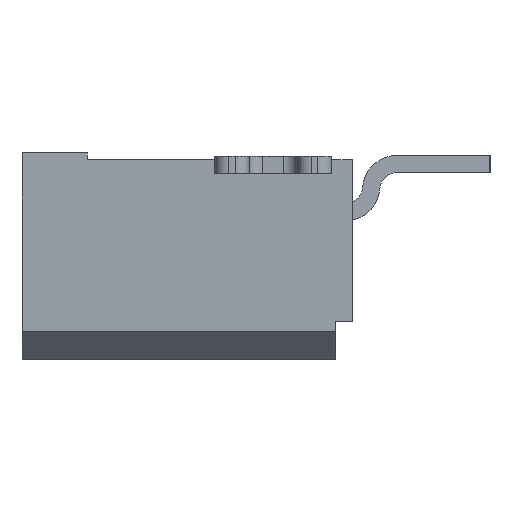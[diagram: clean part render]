
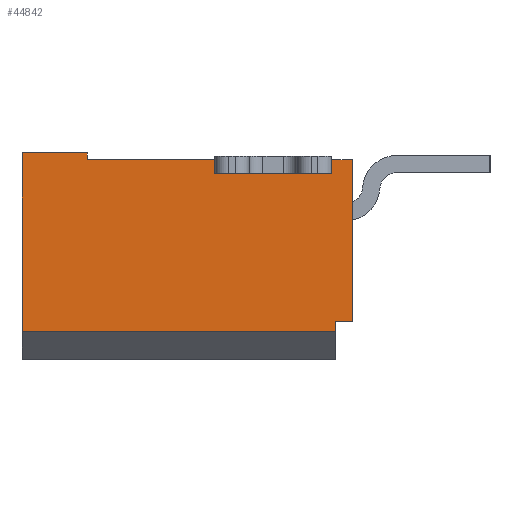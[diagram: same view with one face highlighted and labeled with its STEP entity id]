
A CAD part, left-side view. The second image highlights one B-rep face of the part: STEP entity #44842.
In plain terms, the highlighted planar face has unit normal (-1, 0, 0).
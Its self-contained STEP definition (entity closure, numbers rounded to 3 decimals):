
#796 = VECTOR ( 'NONE', #8189, 1000. ) ;
#1005 = VERTEX_POINT ( 'NONE', #46971 ) ;
#1069 = EDGE_CURVE ( 'NONE', #23987, #1005, #29410, .T. ) ;
#1239 = DIRECTION ( 'NONE',  ( 0., 0., 1. ) ) ;
#2176 = CARTESIAN_POINT ( 'NONE',  ( -16.9, -2.8, -0.3 ) ) ;
#2612 = VERTEX_POINT ( 'NONE', #20947 ) ;
#4059 = ORIENTED_EDGE ( 'NONE', *, *, #1069, .T. ) ;
#4251 = VERTEX_POINT ( 'NONE', #25042 ) ;
#5050 = CARTESIAN_POINT ( 'NONE',  ( -16.9, -4.8, -0.1 ) ) ;
#5074 = LINE ( 'NONE', #45692, #40849 ) ;
#5354 = EDGE_CURVE ( 'NONE', #15815, #14114, #31757, .T. ) ;
#5433 = FACE_OUTER_BOUND ( 'NONE', #15897, .T. ) ;
#6283 = DIRECTION ( 'NONE',  ( 0., -1., 0. ) ) ;
#6766 = ORIENTED_EDGE ( 'NONE', *, *, #47951, .T. ) ;
#7690 = ORIENTED_EDGE ( 'NONE', *, *, #25454, .F. ) ;
#8189 = DIRECTION ( 'NONE',  ( 0., 0., 1. ) ) ;
#9000 = ORIENTED_EDGE ( 'NONE', *, *, #14116, .F. ) ;
#9409 = PLANE ( 'NONE',  #15290 ) ;
#9700 = ORIENTED_EDGE ( 'NONE', *, *, #35334, .T. ) ;
#9848 = DIRECTION ( 'NONE',  ( 0., 0., 1. ) ) ;
#10002 = LINE ( 'NONE', #10494, #43328 ) ;
#10289 = VECTOR ( 'NONE', #9848, 1000. ) ;
#10494 = CARTESIAN_POINT ( 'NONE',  ( -16.9, 0., -2.6 ) ) ;
#10560 = ORIENTED_EDGE ( 'NONE', *, *, #46838, .F. ) ;
#11332 = CARTESIAN_POINT ( 'NONE',  ( -16.9, -0.95, -0.1 ) ) ;
#11654 = CARTESIAN_POINT ( 'NONE',  ( -16.9, -4.55, -2.45 ) ) ;
#11714 = CARTESIAN_POINT ( 'NONE',  ( -16.9, 0., 0. ) ) ;
#11780 = DIRECTION ( 'NONE',  ( 0., 1., 0. ) ) ;
#12042 = DIRECTION ( 'NONE',  ( 0., 0., 1. ) ) ;
#12622 = CARTESIAN_POINT ( 'NONE',  ( -16.9, -0.95, -0.1 ) ) ;
#12774 = LINE ( 'NONE', #45950, #33619 ) ;
#12880 = DIRECTION ( 'NONE',  ( 1., 0., 0. ) ) ;
#13685 = ORIENTED_EDGE ( 'NONE', *, *, #39037, .T. ) ;
#14114 = VERTEX_POINT ( 'NONE', #37114 ) ;
#14116 = EDGE_CURVE ( 'NONE', #39185, #1005, #48929, .T. ) ;
#15290 = AXIS2_PLACEMENT_3D ( 'NONE', #46785, #12880, #42830 ) ;
#15815 = VERTEX_POINT ( 'NONE', #5050 ) ;
#15897 = EDGE_LOOP ( 'NONE', ( #13685, #25422, #10560, #9700, #35775, #34676, #45351, #6766, #7690, #44444, #4059, #9000 ) ) ;
#16399 = EDGE_CURVE ( 'NONE', #28718, #29964, #48045, .T. ) ;
#18185 = VECTOR ( 'NONE', #35708, 1000. ) ;
#19846 = LINE ( 'NONE', #46301, #796 ) ;
#20947 = CARTESIAN_POINT ( 'NONE',  ( -16.9, -4.5, -0.3 ) ) ;
#21819 = VECTOR ( 'NONE', #46053, 1000. ) ;
#23844 = CARTESIAN_POINT ( 'NONE',  ( -16.9, -4.55, -2.45 ) ) ;
#23987 = VERTEX_POINT ( 'NONE', #35308 ) ;
#25042 = CARTESIAN_POINT ( 'NONE',  ( -16.9, 0., -2.6 ) ) ;
#25422 = ORIENTED_EDGE ( 'NONE', *, *, #16399, .T. ) ;
#25454 = EDGE_CURVE ( 'NONE', #2612, #25700, #19846, .T. ) ;
#25700 = VERTEX_POINT ( 'NONE', #48722 ) ;
#25791 = DIRECTION ( 'NONE',  ( 0., 0., -1. ) ) ;
#26200 = DIRECTION ( 'NONE',  ( 0., -1., 0. ) ) ;
#28212 = VECTOR ( 'NONE', #47321, 1000. ) ;
#28718 = VERTEX_POINT ( 'NONE', #31150 ) ;
#29410 = LINE ( 'NONE', #2176, #10289 ) ;
#29964 = VERTEX_POINT ( 'NONE', #11714 ) ;
#30079 = VERTEX_POINT ( 'NONE', #23844 ) ;
#30390 = EDGE_CURVE ( 'NONE', #30079, #45230, #48526, .T. ) ;
#30997 = LINE ( 'NONE', #31486, #21819 ) ;
#31150 = CARTESIAN_POINT ( 'NONE',  ( -16.9, -0.95, 0. ) ) ;
#31486 = CARTESIAN_POINT ( 'NONE',  ( -16.9, -4.5, -0.3 ) ) ;
#31757 = LINE ( 'NONE', #32252, #18185 ) ;
#32252 = CARTESIAN_POINT ( 'NONE',  ( -16.9, -4.8, -0.1 ) ) ;
#32959 = CARTESIAN_POINT ( 'NONE',  ( -16.9, -4.55, -2.45 ) ) ;
#32995 = CARTESIAN_POINT ( 'NONE',  ( -16.9, -0.95, 0. ) ) ;
#33619 = VECTOR ( 'NONE', #12042, 1000. ) ;
#34676 = ORIENTED_EDGE ( 'NONE', *, *, #45117, .T. ) ;
#35308 = CARTESIAN_POINT ( 'NONE',  ( -16.9, -2.8, -0.3 ) ) ;
#35334 = EDGE_CURVE ( 'NONE', #4251, #45230, #10002, .T. ) ;
#35708 = DIRECTION ( 'NONE',  ( 0., 0., -1. ) ) ;
#35775 = ORIENTED_EDGE ( 'NONE', *, *, #30390, .F. ) ;
#36417 = DIRECTION ( 'NONE',  ( 0., -1., 0. ) ) ;
#36656 = CARTESIAN_POINT ( 'NONE',  ( -16.9, -0.95, -0.1 ) ) ;
#37114 = CARTESIAN_POINT ( 'NONE',  ( -16.9, -4.8, -2.45 ) ) ;
#37210 = VECTOR ( 'NONE', #1239, 1000. ) ;
#37479 = VECTOR ( 'NONE', #36417, 1000. ) ;
#39037 = EDGE_CURVE ( 'NONE', #39185, #28718, #47022, .T. ) ;
#39185 = VERTEX_POINT ( 'NONE', #36656 ) ;
#40711 = VECTOR ( 'NONE', #26200, 1000. ) ;
#40849 = VECTOR ( 'NONE', #11780, 1000. ) ;
#42830 = DIRECTION ( 'NONE',  ( 0., 1., 0. ) ) ;
#43328 = VECTOR ( 'NONE', #6283, 1000. ) ;
#44306 = LINE ( 'NONE', #32959, #37479 ) ;
#44444 = ORIENTED_EDGE ( 'NONE', *, *, #47145, .T. ) ;
#44842 = ADVANCED_FACE ( 'NONE', ( #5433 ), #9409, .F. ) ;
#45117 = EDGE_CURVE ( 'NONE', #30079, #14114, #44306, .T. ) ;
#45230 = VERTEX_POINT ( 'NONE', #45755 ) ;
#45351 = ORIENTED_EDGE ( 'NONE', *, *, #5354, .F. ) ;
#45692 = CARTESIAN_POINT ( 'NONE',  ( -16.9, -4.8, -0.1 ) ) ;
#45755 = CARTESIAN_POINT ( 'NONE',  ( -16.9, -4.55, -2.6 ) ) ;
#45950 = CARTESIAN_POINT ( 'NONE',  ( -16.9, 0., -2.6 ) ) ;
#46053 = DIRECTION ( 'NONE',  ( 0., 1., 0. ) ) ;
#46301 = CARTESIAN_POINT ( 'NONE',  ( -16.9, -4.5, -0.3 ) ) ;
#46785 = CARTESIAN_POINT ( 'NONE',  ( -16.9, -2.4, -1.3 ) ) ;
#46838 = EDGE_CURVE ( 'NONE', #4251, #29964, #12774, .T. ) ;
#46971 = CARTESIAN_POINT ( 'NONE',  ( -16.9, -2.8, -0.1 ) ) ;
#47022 = LINE ( 'NONE', #12622, #37210 ) ;
#47145 = EDGE_CURVE ( 'NONE', #2612, #23987, #30997, .T. ) ;
#47321 = DIRECTION ( 'NONE',  ( 0., 1., 0. ) ) ;
#47756 = VECTOR ( 'NONE', #25791, 1000. ) ;
#47951 = EDGE_CURVE ( 'NONE', #15815, #25700, #5074, .T. ) ;
#48045 = LINE ( 'NONE', #32995, #28212 ) ;
#48526 = LINE ( 'NONE', #11654, #47756 ) ;
#48722 = CARTESIAN_POINT ( 'NONE',  ( -16.9, -4.5, -0.1 ) ) ;
#48929 = LINE ( 'NONE', #11332, #40711 ) ;
